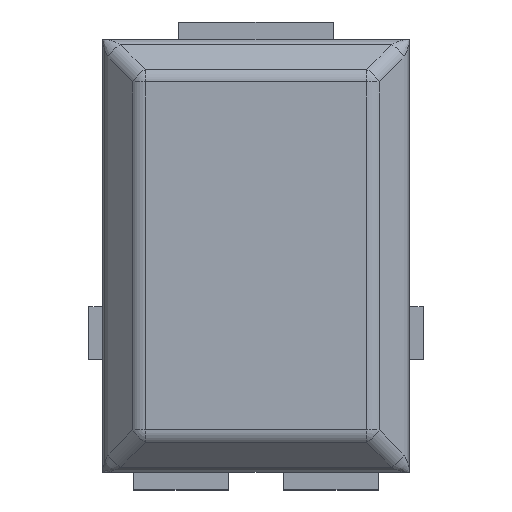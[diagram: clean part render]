
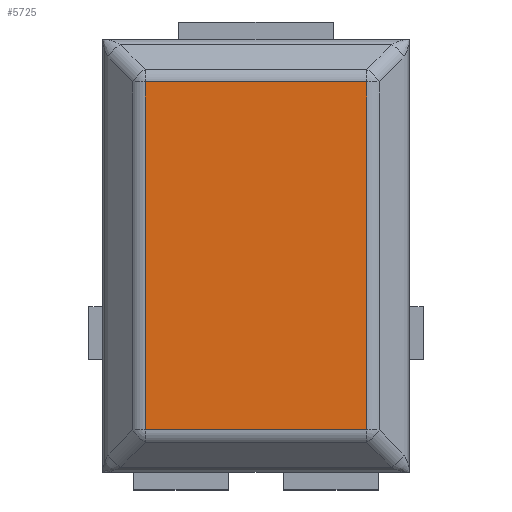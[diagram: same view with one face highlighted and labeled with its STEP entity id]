
A CAD part, top view. The second image highlights one B-rep face of the part: STEP entity #5725.
In plain terms, the highlighted planar face has unit normal (0, 0, 1).
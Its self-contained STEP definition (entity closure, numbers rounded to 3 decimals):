
#4054 = CYLINDRICAL_SURFACE('',#4055,0.25);
#4055 = AXIS2_PLACEMENT_3D('',#4056,#4057,#4058);
#4056 = CARTESIAN_POINT('',(-1.675,3.946,0.95));
#4057 = DIRECTION('',(1.,0.,0.));
#4058 = DIRECTION('',(0.,0.707,0.707));
#5140 = CYLINDRICAL_SURFACE('',#5141,0.25);
#5141 = AXIS2_PLACEMENT_3D('',#5142,#5143,#5144);
#5142 = CARTESIAN_POINT('',(-1.571,-1.1,0.95));
#5143 = DIRECTION('',(0.,1.,0.));
#5144 = DIRECTION('',(-0.707,0.,0.707));
#5281 = VERTEX_POINT('',#5282);
#5282 = CARTESIAN_POINT('',(-1.571,3.946,1.2));
#5302 = EDGE_CURVE('',#5281,#5303,#5305,.T.);
#5303 = VERTEX_POINT('',#5304);
#5304 = CARTESIAN_POINT('',(1.571,3.946,1.2));
#5305 = SURFACE_CURVE('',#5306,(#5310,#5316),.PCURVE_S1.);
#5306 = LINE('',#5307,#5308);
#5307 = CARTESIAN_POINT('',(-1.675,3.946,1.2));
#5308 = VECTOR('',#5309,1.);
#5309 = DIRECTION('',(1.,0.,0.));
#5310 = PCURVE('',#4054,#5311);
#5311 = DEFINITIONAL_REPRESENTATION('',(#5312),#5315);
#5312 = B_SPLINE_CURVE_WITH_KNOTS('',1,(#5313,#5314),.UNSPECIFIED.,.F.,
  .F.,(2,2),(0.104,3.246),.PIECEWISE_BEZIER_KNOTS.);
#5313 = CARTESIAN_POINT('',(0.785,0.104));
#5314 = CARTESIAN_POINT('',(0.785,3.246));
#5315 = ( GEOMETRIC_REPRESENTATION_CONTEXT(2) 
PARAMETRIC_REPRESENTATION_CONTEXT() REPRESENTATION_CONTEXT('2D SPACE',''
  ) );
#5316 = PCURVE('',#5317,#5322);
#5317 = PLANE('',#5318);
#5318 = AXIS2_PLACEMENT_3D('',#5319,#5320,#5321);
#5319 = CARTESIAN_POINT('',(-2.175,4.55,1.2));
#5320 = DIRECTION('',(0.,0.,1.));
#5321 = DIRECTION('',(1.,0.,0.));
#5322 = DEFINITIONAL_REPRESENTATION('',(#5323),#5327);
#5323 = LINE('',#5324,#5325);
#5324 = CARTESIAN_POINT('',(0.5,-0.604));
#5325 = VECTOR('',#5326,1.);
#5326 = DIRECTION('',(1.,0.));
#5327 = ( GEOMETRIC_REPRESENTATION_CONTEXT(2) 
PARAMETRIC_REPRESENTATION_CONTEXT() REPRESENTATION_CONTEXT('2D SPACE',''
  ) );
#5419 = CYLINDRICAL_SURFACE('',#5420,0.25);
#5420 = AXIS2_PLACEMENT_3D('',#5421,#5422,#5423);
#5421 = CARTESIAN_POINT('',(1.571,4.05,0.95));
#5422 = DIRECTION('',(0.,-1.,0.));
#5423 = DIRECTION('',(0.,0.,1.));
#5544 = CYLINDRICAL_SURFACE('',#5545,0.25);
#5545 = AXIS2_PLACEMENT_3D('',#5546,#5547,#5548);
#5546 = CARTESIAN_POINT('',(1.675,-0.996,0.95));
#5547 = DIRECTION('',(-1.,0.,0.));
#5548 = DIRECTION('',(0.,0.,1.));
#5633 = VERTEX_POINT('',#5634);
#5634 = CARTESIAN_POINT('',(-1.571,-0.996,1.2));
#5654 = EDGE_CURVE('',#5633,#5281,#5655,.T.);
#5655 = SURFACE_CURVE('',#5656,(#5660,#5666),.PCURVE_S1.);
#5656 = LINE('',#5657,#5658);
#5657 = CARTESIAN_POINT('',(-1.571,-1.1,1.2));
#5658 = VECTOR('',#5659,1.);
#5659 = DIRECTION('',(0.,1.,0.));
#5660 = PCURVE('',#5140,#5661);
#5661 = DEFINITIONAL_REPRESENTATION('',(#5662),#5665);
#5662 = B_SPLINE_CURVE_WITH_KNOTS('',1,(#5663,#5664),.UNSPECIFIED.,.F.,
  .F.,(2,2),(0.104,5.046),.PIECEWISE_BEZIER_KNOTS.);
#5663 = CARTESIAN_POINT('',(0.785,0.104));
#5664 = CARTESIAN_POINT('',(0.785,5.046));
#5665 = ( GEOMETRIC_REPRESENTATION_CONTEXT(2) 
PARAMETRIC_REPRESENTATION_CONTEXT() REPRESENTATION_CONTEXT('2D SPACE',''
  ) );
#5666 = PCURVE('',#5317,#5667);
#5667 = DEFINITIONAL_REPRESENTATION('',(#5668),#5672);
#5668 = LINE('',#5669,#5670);
#5669 = CARTESIAN_POINT('',(0.604,-5.65));
#5670 = VECTOR('',#5671,1.);
#5671 = DIRECTION('',(0.,1.));
#5672 = ( GEOMETRIC_REPRESENTATION_CONTEXT(2) 
PARAMETRIC_REPRESENTATION_CONTEXT() REPRESENTATION_CONTEXT('2D SPACE',''
  ) );
#5725 = ADVANCED_FACE('',(#5726),#5317,.T.);
#5726 = FACE_BOUND('',#5727,.T.);
#5727 = EDGE_LOOP('',(#5728,#5729,#5730,#5752));
#5728 = ORIENTED_EDGE('',*,*,#5302,.F.);
#5729 = ORIENTED_EDGE('',*,*,#5654,.F.);
#5730 = ORIENTED_EDGE('',*,*,#5731,.F.);
#5731 = EDGE_CURVE('',#5732,#5633,#5734,.T.);
#5732 = VERTEX_POINT('',#5733);
#5733 = CARTESIAN_POINT('',(1.571,-0.996,1.2));
#5734 = SURFACE_CURVE('',#5735,(#5739,#5746),.PCURVE_S1.);
#5735 = LINE('',#5736,#5737);
#5736 = CARTESIAN_POINT('',(1.675,-0.996,1.2));
#5737 = VECTOR('',#5738,1.);
#5738 = DIRECTION('',(-1.,0.,0.));
#5739 = PCURVE('',#5317,#5740);
#5740 = DEFINITIONAL_REPRESENTATION('',(#5741),#5745);
#5741 = LINE('',#5742,#5743);
#5742 = CARTESIAN_POINT('',(3.85,-5.546));
#5743 = VECTOR('',#5744,1.);
#5744 = DIRECTION('',(-1.,0.));
#5745 = ( GEOMETRIC_REPRESENTATION_CONTEXT(2) 
PARAMETRIC_REPRESENTATION_CONTEXT() REPRESENTATION_CONTEXT('2D SPACE',''
  ) );
#5746 = PCURVE('',#5544,#5747);
#5747 = DEFINITIONAL_REPRESENTATION('',(#5748),#5751);
#5748 = B_SPLINE_CURVE_WITH_KNOTS('',1,(#5749,#5750),.UNSPECIFIED.,.F.,
  .F.,(2,2),(0.104,3.246),.PIECEWISE_BEZIER_KNOTS.);
#5749 = CARTESIAN_POINT('',(6.283,0.104));
#5750 = CARTESIAN_POINT('',(6.283,3.246));
#5751 = ( GEOMETRIC_REPRESENTATION_CONTEXT(2) 
PARAMETRIC_REPRESENTATION_CONTEXT() REPRESENTATION_CONTEXT('2D SPACE',''
  ) );
#5752 = ORIENTED_EDGE('',*,*,#5753,.F.);
#5753 = EDGE_CURVE('',#5303,#5732,#5754,.T.);
#5754 = SURFACE_CURVE('',#5755,(#5759,#5766),.PCURVE_S1.);
#5755 = LINE('',#5756,#5757);
#5756 = CARTESIAN_POINT('',(1.571,4.05,1.2));
#5757 = VECTOR('',#5758,1.);
#5758 = DIRECTION('',(0.,-1.,0.));
#5759 = PCURVE('',#5317,#5760);
#5760 = DEFINITIONAL_REPRESENTATION('',(#5761),#5765);
#5761 = LINE('',#5762,#5763);
#5762 = CARTESIAN_POINT('',(3.746,-0.5));
#5763 = VECTOR('',#5764,1.);
#5764 = DIRECTION('',(0.,-1.));
#5765 = ( GEOMETRIC_REPRESENTATION_CONTEXT(2) 
PARAMETRIC_REPRESENTATION_CONTEXT() REPRESENTATION_CONTEXT('2D SPACE',''
  ) );
#5766 = PCURVE('',#5419,#5767);
#5767 = DEFINITIONAL_REPRESENTATION('',(#5768),#5771);
#5768 = B_SPLINE_CURVE_WITH_KNOTS('',1,(#5769,#5770),.UNSPECIFIED.,.F.,
  .F.,(2,2),(0.104,5.046),.PIECEWISE_BEZIER_KNOTS.);
#5769 = CARTESIAN_POINT('',(6.283,0.104));
#5770 = CARTESIAN_POINT('',(6.283,5.046));
#5771 = ( GEOMETRIC_REPRESENTATION_CONTEXT(2) 
PARAMETRIC_REPRESENTATION_CONTEXT() REPRESENTATION_CONTEXT('2D SPACE',''
  ) );
